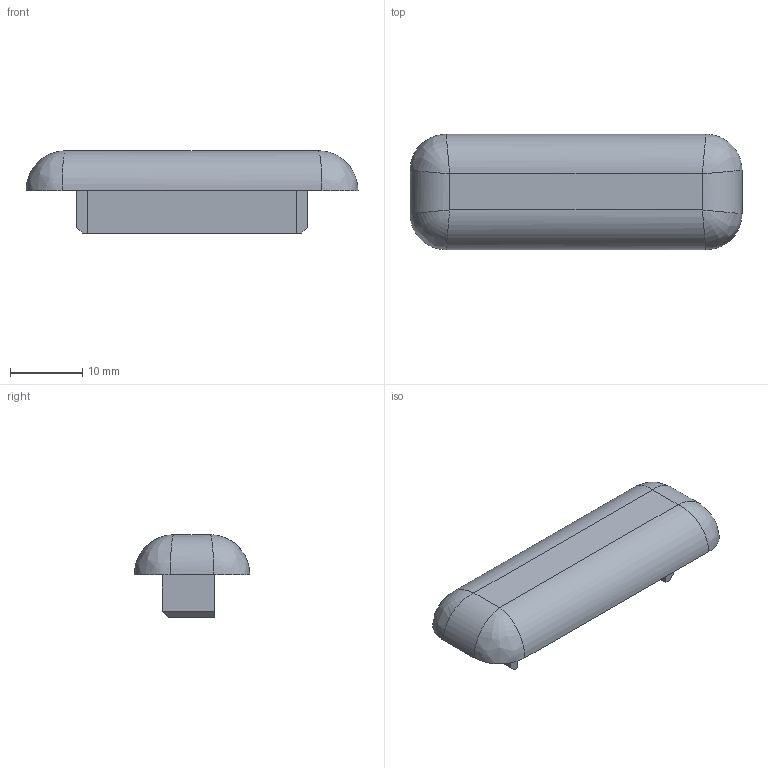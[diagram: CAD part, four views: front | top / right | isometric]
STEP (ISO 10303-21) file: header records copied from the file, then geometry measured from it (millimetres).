
FILE_DESCRIPTION(('HOOPS Exchange Step'),'2;1');
FILE_NAME('06cd45819a1d24db708e42d5e7312bb920220207-1-qv2llz.sab.step','2022-02-07T07:28:08+00:00',('root'),('Unknown organisation'),'HOOPS Exchange 2021.0','HOOPS Exchange','Unknown authorisation');
FILE_SCHEMA( ('AUTOMOTIVE_DESIGN { 1 0 10303 214 1 1 1 1 }') );
Length unit declared in the file: metre
Products named in the file (1): 06cd45819a1d24db708e42d5e7312bb920220207-1-qv2llz
Bounding box: 46 x 16 x 11.4 mm (x, y, z)
Volume: 2606.9 mm3; surface area: 2718 mm2
Topology: 1 solids, 1 shells, 29 faces, 76 edges, 46 vertices
Faces by surface type: plane 17, cylinder 8, bspline 4
Entity records: 1751 total; most frequent: CARTESIAN_POINT 1070, ORIENTED_EDGE 144, DIRECTION 122, EDGE_CURVE 72, VECTOR 50, LINE 50, VERTEX_POINT 46, AXIS2_PLACEMENT_3D 36
